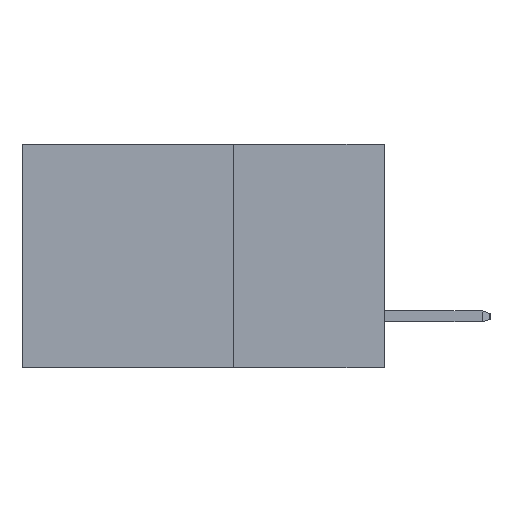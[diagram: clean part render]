
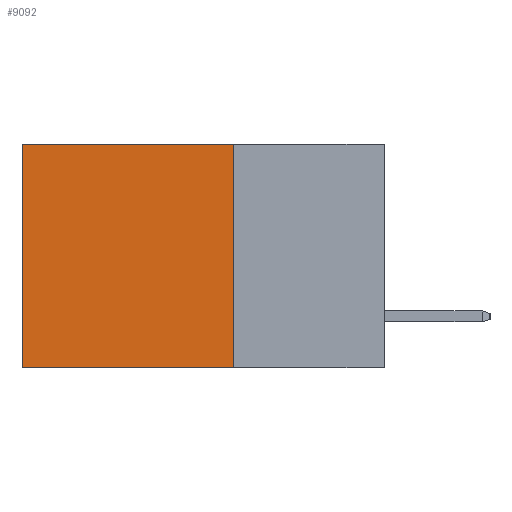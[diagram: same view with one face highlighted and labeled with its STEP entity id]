
A CAD part, left-side view. The second image highlights one B-rep face of the part: STEP entity #9092.
In plain terms, the highlighted planar face has unit normal (-1, 0, 0).
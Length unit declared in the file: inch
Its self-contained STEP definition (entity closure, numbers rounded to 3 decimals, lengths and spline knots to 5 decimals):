
#165 = DIRECTION ( 'NONE',  ( 0., 0., -1. ) ) ;
#877 = AXIS2_PLACEMENT_3D ( 'NONE', #10408, #5415, #165 ) ;
#1917 = DIRECTION ( 'NONE',  ( 0., 1., 0. ) ) ;
#2083 = VERTEX_POINT ( 'NONE', #9741 ) ;
#2680 = ORIENTED_EDGE ( 'NONE', *, *, #6469, .T. ) ;
#2989 = VECTOR ( 'NONE', #3867, 39.37008 ) ;
#3317 = CARTESIAN_POINT ( 'NONE',  ( 0.298, 0.25, 0. ) ) ;
#3618 = EDGE_CURVE ( 'NONE', #7562, #7937, #10598, .T. ) ;
#3626 = PLANE ( 'NONE',  #877 ) ;
#3803 = VECTOR ( 'NONE', #9374, 39.37008 ) ;
#3815 = CARTESIAN_POINT ( 'NONE',  ( 0.298, 0.25, 0. ) ) ;
#3867 = DIRECTION ( 'NONE',  ( 0., 0., -1. ) ) ;
#4493 = CARTESIAN_POINT ( 'NONE',  ( 0.298, 0.25, -0.37 ) ) ;
#4677 = ORIENTED_EDGE ( 'NONE', *, *, #5803, .F. ) ;
#5332 = ORIENTED_EDGE ( 'NONE', *, *, #10454, .F. ) ;
#5415 = DIRECTION ( 'NONE',  ( 1., 0., 0. ) ) ;
#5803 = EDGE_CURVE ( 'NONE', #7562, #6046, #7647, .T. ) ;
#6046 = VERTEX_POINT ( 'NONE', #6692 ) ;
#6469 = EDGE_CURVE ( 'NONE', #7937, #2083, #10304, .T. ) ;
#6692 = CARTESIAN_POINT ( 'NONE',  ( 0.298, 0.25, -0.37 ) ) ;
#6787 = VECTOR ( 'NONE', #8584, 39.37008 ) ;
#6900 = CARTESIAN_POINT ( 'NONE',  ( 0.298, 0.6, 0. ) ) ;
#7562 = VERTEX_POINT ( 'NONE', #3317 ) ;
#7597 = LINE ( 'NONE', #4493, #9502 ) ;
#7647 = LINE ( 'NONE', #3815, #2989 ) ;
#7937 = VERTEX_POINT ( 'NONE', #8925 ) ;
#8260 = EDGE_LOOP ( 'NONE', ( #2680, #5332, #4677, #8323 ) ) ;
#8323 = ORIENTED_EDGE ( 'NONE', *, *, #3618, .T. ) ;
#8507 = CARTESIAN_POINT ( 'NONE',  ( 0.298, 0.25, 0. ) ) ;
#8584 = DIRECTION ( 'NONE',  ( 0., 1., 0. ) ) ;
#8907 = FACE_OUTER_BOUND ( 'NONE', #8260, .T. ) ;
#8925 = CARTESIAN_POINT ( 'NONE',  ( 0.298, 0.6, 0. ) ) ;
#9092 = ADVANCED_FACE ( 'NONE', ( #8907 ), #3626, .F. ) ;
#9374 = DIRECTION ( 'NONE',  ( 0., 0., -1. ) ) ;
#9502 = VECTOR ( 'NONE', #1917, 39.37008 ) ;
#9741 = CARTESIAN_POINT ( 'NONE',  ( 0.298, 0.6, -0.37 ) ) ;
#10304 = LINE ( 'NONE', #6900, #3803 ) ;
#10408 = CARTESIAN_POINT ( 'NONE',  ( 0.298, 0.25, 0. ) ) ;
#10454 = EDGE_CURVE ( 'NONE', #6046, #2083, #7597, .T. ) ;
#10598 = LINE ( 'NONE', #8507, #6787 ) ;
